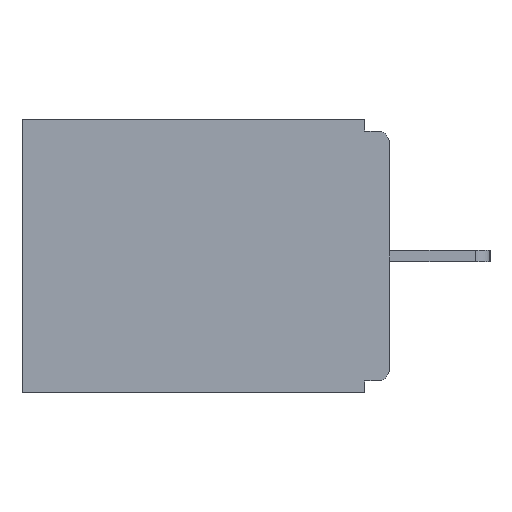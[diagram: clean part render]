
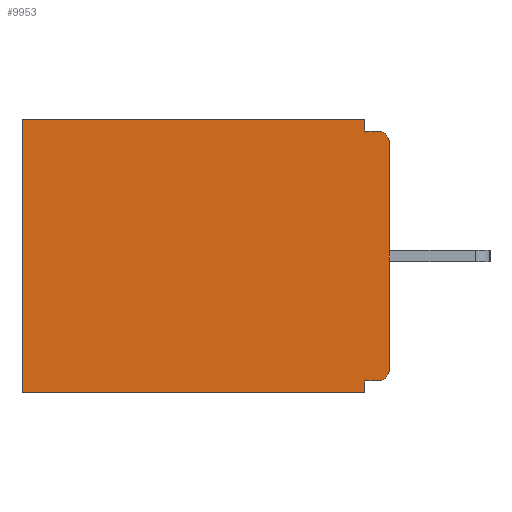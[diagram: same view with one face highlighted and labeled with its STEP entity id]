
A CAD part, left-side view. The second image highlights one B-rep face of the part: STEP entity #9953.
In plain terms, the highlighted planar face has unit normal (-1, 0, 0).
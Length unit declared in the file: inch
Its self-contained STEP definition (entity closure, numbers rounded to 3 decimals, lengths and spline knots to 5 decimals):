
#335 = DIRECTION ( 'NONE',  ( 0., 0., -1. ) ) ;
#390 = DIRECTION ( 'NONE',  ( 0., 0., -1. ) ) ;
#450 = VECTOR ( 'NONE', #13128, 39.37008 ) ;
#875 = DIRECTION ( 'NONE',  ( 0., 1., 0. ) ) ;
#965 = CARTESIAN_POINT ( 'NONE',  ( 0.298, 0.031, -0.015 ) ) ;
#982 = EDGE_CURVE ( 'NONE', #2789, #5732, #2036, .T. ) ;
#1171 = AXIS2_PLACEMENT_3D ( 'NONE', #7710, #9105, #13425 ) ;
#1191 = EDGE_LOOP ( 'NONE', ( #6947, #5605, #7170, #12415, #9287, #12772, #9338, #1238, #11032, #10628 ) ) ;
#1238 = ORIENTED_EDGE ( 'NONE', *, *, #7611, .F. ) ;
#1404 = CARTESIAN_POINT ( 'NONE',  ( 0.298, 0., -0.03 ) ) ;
#2022 = AXIS2_PLACEMENT_3D ( 'NONE', #3255, #7569, #11889 ) ;
#2036 = LINE ( 'NONE', #2787, #3500 ) ;
#2045 = VERTEX_POINT ( 'NONE', #8856 ) ;
#2081 = CARTESIAN_POINT ( 'NONE',  ( 0.298, 0., 0. ) ) ;
#2209 = EDGE_CURVE ( 'NONE', #2045, #9853, #10132, .T. ) ;
#2246 = CIRCLE ( 'NONE', #2022, 0.015 ) ;
#2787 = CARTESIAN_POINT ( 'NONE',  ( 0.298, 0., -0.015 ) ) ;
#2789 = VERTEX_POINT ( 'NONE', #965 ) ;
#3255 = CARTESIAN_POINT ( 'NONE',  ( 0.298, 0.015, -0.03 ) ) ;
#3434 = EDGE_CURVE ( 'NONE', #3896, #10691, #7694, .T. ) ;
#3499 = CARTESIAN_POINT ( 'NONE',  ( 0.298, 0.031, -0.343 ) ) ;
#3500 = VECTOR ( 'NONE', #12546, 39.37008 ) ;
#3593 = VECTOR ( 'NONE', #335, 39.37008 ) ;
#3780 = EDGE_CURVE ( 'NONE', #11626, #9853, #12434, .T. ) ;
#3896 = VERTEX_POINT ( 'NONE', #1404 ) ;
#5605 = ORIENTED_EDGE ( 'NONE', *, *, #982, .F. ) ;
#5732 = VERTEX_POINT ( 'NONE', #8659 ) ;
#5739 = CARTESIAN_POINT ( 'NONE',  ( 0.298, 0., -0.343 ) ) ;
#5913 = CARTESIAN_POINT ( 'NONE',  ( 0.298, 0., 0. ) ) ;
#6053 = CARTESIAN_POINT ( 'NONE',  ( 0.298, 0.46, 0. ) ) ;
#6565 = VERTEX_POINT ( 'NONE', #7218 ) ;
#6730 = EDGE_CURVE ( 'NONE', #3896, #5732, #2246, .T. ) ;
#6800 = LINE ( 'NONE', #11129, #8100 ) ;
#6905 = EDGE_CURVE ( 'NONE', #13720, #11626, #8335, .T. ) ;
#6947 = ORIENTED_EDGE ( 'NONE', *, *, #6730, .T. ) ;
#7044 = DIRECTION ( 'NONE',  ( 0., 0., -1. ) ) ;
#7170 = ORIENTED_EDGE ( 'NONE', *, *, #9603, .F. ) ;
#7172 = DIRECTION ( 'NONE',  ( 0., 0., -1. ) ) ;
#7218 = CARTESIAN_POINT ( 'NONE',  ( 0.298, 0.015, -0.328 ) ) ;
#7546 = CARTESIAN_POINT ( 'NONE',  ( 0.298, 0.031, 0. ) ) ;
#7569 = DIRECTION ( 'NONE',  ( -1., 0., 0. ) ) ;
#7611 = EDGE_CURVE ( 'NONE', #6565, #12588, #7891, .T. ) ;
#7648 = CIRCLE ( 'NONE', #7882, 0.015 ) ;
#7694 = LINE ( 'NONE', #2081, #13022 ) ;
#7710 = CARTESIAN_POINT ( 'NONE',  ( 0.298, 0., 0. ) ) ;
#7775 = PLANE ( 'NONE',  #1171 ) ;
#7882 = AXIS2_PLACEMENT_3D ( 'NONE', #10569, #9438, #7172 ) ;
#7891 = LINE ( 'NONE', #10928, #450 ) ;
#8100 = VECTOR ( 'NONE', #390, 39.37008 ) ;
#8335 = LINE ( 'NONE', #5913, #13285 ) ;
#8477 = VECTOR ( 'NONE', #9206, 39.37008 ) ;
#8659 = CARTESIAN_POINT ( 'NONE',  ( 0.298, 0.015, -0.015 ) ) ;
#8856 = CARTESIAN_POINT ( 'NONE',  ( 0.298, 0.031, -0.343 ) ) ;
#8935 = VECTOR ( 'NONE', #7044, 39.37008 ) ;
#9105 = DIRECTION ( 'NONE',  ( 1., 0., 0. ) ) ;
#9167 = EDGE_CURVE ( 'NONE', #12588, #2045, #9211, .T. ) ;
#9206 = DIRECTION ( 'NONE',  ( 0., 1., 0. ) ) ;
#9211 = LINE ( 'NONE', #3499, #3593 ) ;
#9287 = ORIENTED_EDGE ( 'NONE', *, *, #3780, .T. ) ;
#9305 = EDGE_CURVE ( 'NONE', #6565, #10691, #7648, .T. ) ;
#9338 = ORIENTED_EDGE ( 'NONE', *, *, #9167, .F. ) ;
#9438 = DIRECTION ( 'NONE',  ( -1., 0., 0. ) ) ;
#9603 = EDGE_CURVE ( 'NONE', #13720, #2789, #6800, .T. ) ;
#9853 = VERTEX_POINT ( 'NONE', #12952 ) ;
#9921 = CARTESIAN_POINT ( 'NONE',  ( 0.298, 0., -0.313 ) ) ;
#9953 = ADVANCED_FACE ( 'NONE', ( #11181 ), #7775, .F. ) ;
#10132 = LINE ( 'NONE', #5739, #8477 ) ;
#10304 = CARTESIAN_POINT ( 'NONE',  ( 0.298, 0.46, 0. ) ) ;
#10569 = CARTESIAN_POINT ( 'NONE',  ( 0.298, 0.015, -0.313 ) ) ;
#10628 = ORIENTED_EDGE ( 'NONE', *, *, #3434, .F. ) ;
#10691 = VERTEX_POINT ( 'NONE', #9921 ) ;
#10928 = CARTESIAN_POINT ( 'NONE',  ( 0.298, 0., -0.328 ) ) ;
#11032 = ORIENTED_EDGE ( 'NONE', *, *, #9305, .T. ) ;
#11129 = CARTESIAN_POINT ( 'NONE',  ( 0.298, 0.031, -0.343 ) ) ;
#11181 = FACE_OUTER_BOUND ( 'NONE', #1191, .T. ) ;
#11626 = VERTEX_POINT ( 'NONE', #10304 ) ;
#11870 = DIRECTION ( 'NONE',  ( 0., 0., -1. ) ) ;
#11889 = DIRECTION ( 'NONE',  ( 0., 0., -1. ) ) ;
#12149 = CARTESIAN_POINT ( 'NONE',  ( 0.298, 0.031, -0.328 ) ) ;
#12415 = ORIENTED_EDGE ( 'NONE', *, *, #6905, .T. ) ;
#12434 = LINE ( 'NONE', #6053, #8935 ) ;
#12546 = DIRECTION ( 'NONE',  ( 0., -1., 0. ) ) ;
#12588 = VERTEX_POINT ( 'NONE', #12149 ) ;
#12772 = ORIENTED_EDGE ( 'NONE', *, *, #2209, .F. ) ;
#12952 = CARTESIAN_POINT ( 'NONE',  ( 0.298, 0.46, -0.343 ) ) ;
#13022 = VECTOR ( 'NONE', #11870, 39.37008 ) ;
#13128 = DIRECTION ( 'NONE',  ( 0., 1., 0. ) ) ;
#13285 = VECTOR ( 'NONE', #875, 39.37008 ) ;
#13425 = DIRECTION ( 'NONE',  ( 0., 0., -1. ) ) ;
#13720 = VERTEX_POINT ( 'NONE', #7546 ) ;
